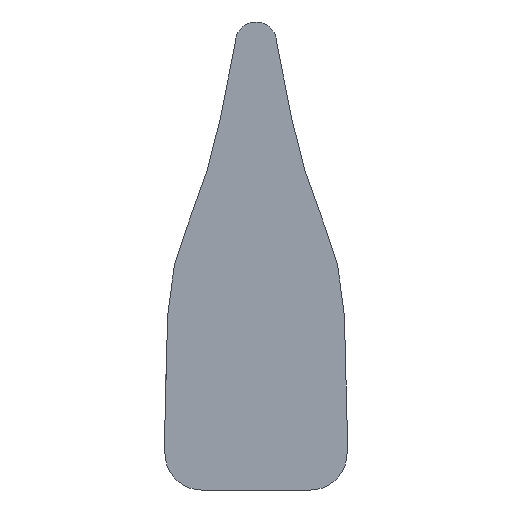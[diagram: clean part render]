
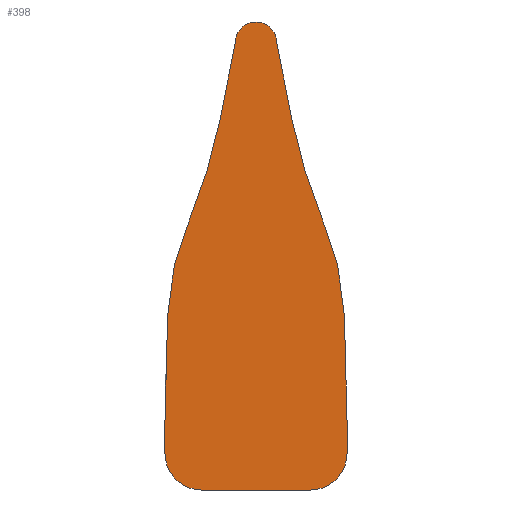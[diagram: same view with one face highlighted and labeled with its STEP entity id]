
A CAD part, front view. The second image highlights one B-rep face of the part: STEP entity #398.
In plain terms, the highlighted planar face has unit normal (0, -1, 0).
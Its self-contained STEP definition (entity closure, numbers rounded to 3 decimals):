
#2 = CARTESIAN_POINT ( 'NONE',  ( 10.5, 0., -45. ) ) ;
#15 = DIRECTION ( 'NONE',  ( 0., 0., -1. ) ) ;
#18 = EDGE_CURVE ( 'NONE', #349, #51, #387, .T. ) ;
#25 = AXIS2_PLACEMENT_3D ( 'NONE', #321, #347, #366 ) ;
#37 = CARTESIAN_POINT ( 'NONE',  ( -4., 0., 41. ) ) ;
#41 = CARTESIAN_POINT ( 'NONE',  ( 0., 0., 0. ) ) ;
#47 = DIRECTION ( 'NONE',  ( 0., 1., 0. ) ) ;
#48 = LINE ( 'NONE', #402, #380 ) ;
#50 = DIRECTION ( 'NONE',  ( -1., 0., 0. ) ) ;
#51 = VERTEX_POINT ( 'NONE', #330 ) ;
#54 = EDGE_CURVE ( 'NONE', #77, #306, #419, .T. ) ;
#56 = VERTEX_POINT ( 'NONE', #360 ) ;
#57 = VERTEX_POINT ( 'NONE', #270 ) ;
#67 = LINE ( 'NONE', #309, #329 ) ;
#76 = CARTESIAN_POINT ( 'NONE',  ( 17.5, 0., 15.517 ) ) ;
#77 = VERTEX_POINT ( 'NONE', #231 ) ;
#86 = ORIENTED_EDGE ( 'NONE', *, *, #54, .T. ) ;
#93 = VERTEX_POINT ( 'NONE', #296 ) ;
#99 = CARTESIAN_POINT ( 'NONE',  ( -17.5, 0., -31.597 ) ) ;
#104 = CARTESIAN_POINT ( 'NONE',  ( 17.5, 0., -31.597 ) ) ;
#107 = EDGE_CURVE ( 'NONE', #152, #57, #119, .T. ) ;
#110 = CARTESIAN_POINT ( 'NONE',  ( 4., 0., 41. ) ) ;
#111 = ORIENTED_EDGE ( 'NONE', *, *, #287, .F. ) ;
#117 = LINE ( 'NONE', #281, #356 ) ;
#119 = B_SPLINE_CURVE_WITH_KNOTS ( 'NONE', 3,
 ( #99, #134, #132, #37 ),
 .UNSPECIFIED., .F., .F.,
 ( 4, 4 ),
 ( 0., 1. ),
 .UNSPECIFIED. ) ;
#120 = CARTESIAN_POINT ( 'NONE',  ( 0., 0., 41. ) ) ;
#121 = ORIENTED_EDGE ( 'NONE', *, *, #177, .F. ) ;
#132 = CARTESIAN_POINT ( 'NONE',  ( -12.894, 0., -9.529 ) ) ;
#134 = CARTESIAN_POINT ( 'NONE',  ( -17.5, 0., 15.517 ) ) ;
#137 = PLANE ( 'NONE',  #359 ) ;
#141 = CARTESIAN_POINT ( 'NONE',  ( -10.5, 0., -45. ) ) ;
#143 = EDGE_CURVE ( 'NONE', #205, #51, #117, .T. ) ;
#152 = VERTEX_POINT ( 'NONE', #404 ) ;
#154 = CARTESIAN_POINT ( 'NONE',  ( 10.5, 0., -38. ) ) ;
#162 = DIRECTION ( 'NONE',  ( 0., 0., -1. ) ) ;
#167 = DIRECTION ( 'NONE',  ( 0., -1., 0. ) ) ;
#172 = ORIENTED_EDGE ( 'NONE', *, *, #143, .F. ) ;
#177 = EDGE_CURVE ( 'NONE', #56, #93, #290, .T. ) ;
#183 = EDGE_LOOP ( 'NONE', ( #226, #121, #111, #259, #251, #86, #337, #224, #172 ) ) ;
#205 = VERTEX_POINT ( 'NONE', #348 ) ;
#213 = AXIS2_PLACEMENT_3D ( 'NONE', #154, #285, #405 ) ;
#224 = ORIENTED_EDGE ( 'NONE', *, *, #18, .T. ) ;
#226 = ORIENTED_EDGE ( 'NONE', *, *, #413, .T. ) ;
#231 = CARTESIAN_POINT ( 'NONE',  ( -17.5, 0., -38. ) ) ;
#237 = CARTESIAN_POINT ( 'NONE',  ( 12.894, 0., -9.529 ) ) ;
#241 = AXIS2_PLACEMENT_3D ( 'NONE', #120, #47, #401 ) ;
#247 = B_SPLINE_CURVE_WITH_KNOTS ( 'NONE', 3,
 ( #104, #76, #237, #110 ),
 .UNSPECIFIED., .F., .F.,
 ( 4, 4 ),
 ( 0., 1. ),
 .UNSPECIFIED. ) ;
#251 = ORIENTED_EDGE ( 'NONE', *, *, #382, .F. ) ;
#259 = ORIENTED_EDGE ( 'NONE', *, *, #107, .F. ) ;
#260 = EDGE_CURVE ( 'NONE', #349, #306, #48, .T. ) ;
#270 = CARTESIAN_POINT ( 'NONE',  ( -4., 0., 41. ) ) ;
#281 = CARTESIAN_POINT ( 'NONE',  ( 17.5, 0., 45. ) ) ;
#285 = DIRECTION ( 'NONE',  ( 0., -1., 0. ) ) ;
#287 = EDGE_CURVE ( 'NONE', #57, #56, #326, .T. ) ;
#290 = CIRCLE ( 'NONE', #241, 4. ) ;
#294 = DIRECTION ( 'NONE',  ( 0., -1., 0. ) ) ;
#296 = CARTESIAN_POINT ( 'NONE',  ( 4., 0., 41. ) ) ;
#299 = DIRECTION ( 'NONE',  ( 0., 0., -1. ) ) ;
#306 = VERTEX_POINT ( 'NONE', #141 ) ;
#309 = CARTESIAN_POINT ( 'NONE',  ( -17.5, 0., 45. ) ) ;
#321 = CARTESIAN_POINT ( 'NONE',  ( 0., 0., 41. ) ) ;
#323 = AXIS2_PLACEMENT_3D ( 'NONE', #363, #294, #162 ) ;
#326 = CIRCLE ( 'NONE', #25, 4. ) ;
#329 = VECTOR ( 'NONE', #338, 1000. ) ;
#330 = CARTESIAN_POINT ( 'NONE',  ( 17.5, 0., -38. ) ) ;
#337 = ORIENTED_EDGE ( 'NONE', *, *, #260, .F. ) ;
#338 = DIRECTION ( 'NONE',  ( 0., 0., 1. ) ) ;
#347 = DIRECTION ( 'NONE',  ( 0., 1., 0. ) ) ;
#348 = CARTESIAN_POINT ( 'NONE',  ( 17.5, 0., -31.597 ) ) ;
#349 = VERTEX_POINT ( 'NONE', #2 ) ;
#356 = VECTOR ( 'NONE', #15, 1000. ) ;
#359 = AXIS2_PLACEMENT_3D ( 'NONE', #41, #167, #299 ) ;
#360 = CARTESIAN_POINT ( 'NONE',  ( 0., 0., 45. ) ) ;
#361 = FACE_OUTER_BOUND ( 'NONE', #183, .T. ) ;
#363 = CARTESIAN_POINT ( 'NONE',  ( -10.5, 0., -38. ) ) ;
#366 = DIRECTION ( 'NONE',  ( 0., 0., 1. ) ) ;
#380 = VECTOR ( 'NONE', #50, 1000. ) ;
#382 = EDGE_CURVE ( 'NONE', #77, #152, #67, .T. ) ;
#387 = CIRCLE ( 'NONE', #213, 7. ) ;
#398 = ADVANCED_FACE ( 'NONE', ( #361 ), #137, .T. ) ;
#401 = DIRECTION ( 'NONE',  ( 0., 0., 1. ) ) ;
#402 = CARTESIAN_POINT ( 'NONE',  ( -17.5, 0., -45. ) ) ;
#404 = CARTESIAN_POINT ( 'NONE',  ( -17.5, 0., -31.597 ) ) ;
#405 = DIRECTION ( 'NONE',  ( 0., 0., -1. ) ) ;
#413 = EDGE_CURVE ( 'NONE', #205, #93, #247, .T. ) ;
#419 = CIRCLE ( 'NONE', #323, 7. ) ;
